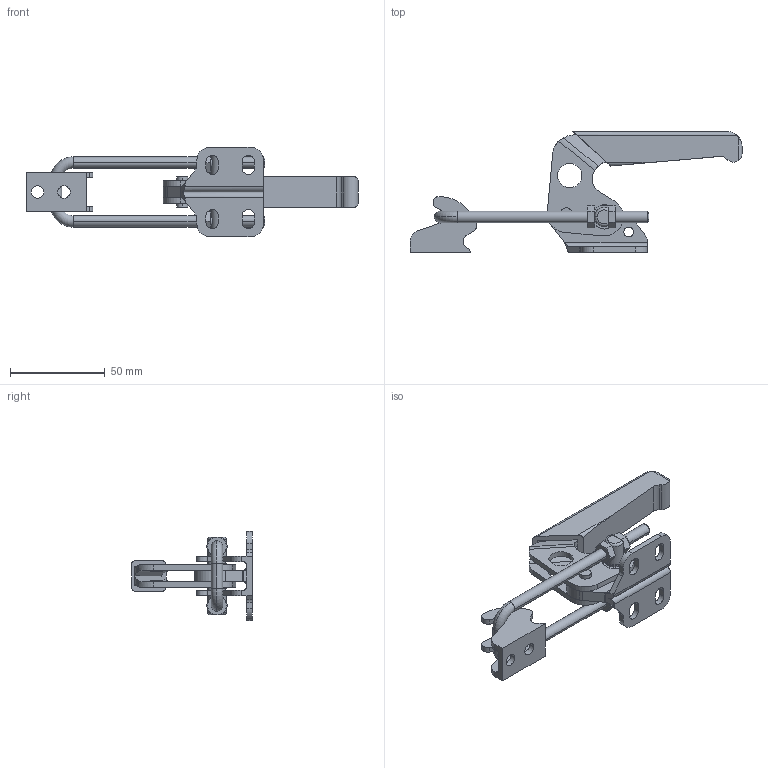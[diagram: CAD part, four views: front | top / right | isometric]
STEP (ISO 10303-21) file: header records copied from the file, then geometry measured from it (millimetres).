
FILE_DESCRIPTION( ( '' ), '1' );
FILE_NAME( 'lu400h_2_03.stp', '2006-11-29T10:40:53', ( '' ), ( '' ), ' ', ' ', ' ' );
FILE_SCHEMA( ( 'CONFIG_CONTROL_DESIGN' ) );
Length unit declared in the file: millimetre
Products named in the file (5): 1; 2; 3; 4; 5
Bounding box: 174.88 x 63.64 x 47 mm (x, y, z)
Volume: 48231.6 mm3; surface area: 34030.5 mm2
Topology: 5 solids, 5 shells, 348 faces, 885 edges, 560 vertices
Faces by surface type: plane 139, cylinder 129, cone 72, torus 8
Entity records: 11160 total; most frequent: CARTESIAN_POINT 2561, DIRECTION 1796, ORIENTED_EDGE 1770, EDGE_CURVE 885, AXIS2_PLACEMENT_3D 695, VERTEX_POINT 560, LINE 406, VECTOR 406
